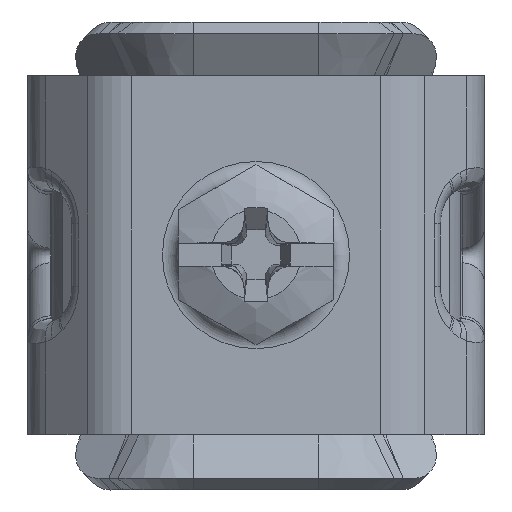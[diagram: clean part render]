
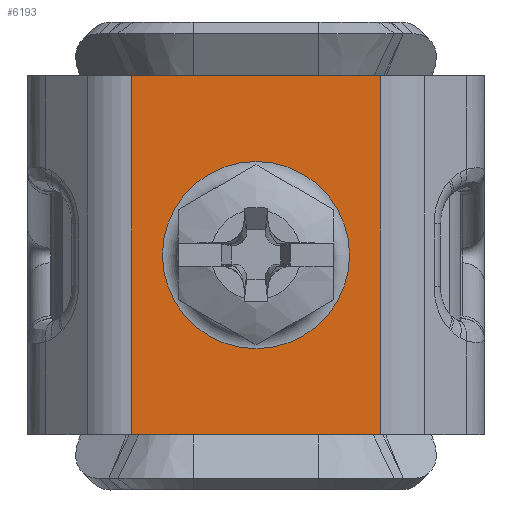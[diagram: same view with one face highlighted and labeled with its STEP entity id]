
A CAD part, top view. The second image highlights one B-rep face of the part: STEP entity #6193.
In plain terms, the highlighted planar face has unit normal (0, 0, 1).
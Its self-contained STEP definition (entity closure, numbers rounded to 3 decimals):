
#57=FACE_BOUND('',#2027,.T.);
#215=PLANE('',#6851);
#620=LINE('',#12698,#1118);
#621=LINE('',#12700,#1119);
#622=LINE('',#12702,#1120);
#623=LINE('',#12703,#1121);
#1118=VECTOR('',#8285,10.);
#1119=VECTOR('',#8286,10.);
#1120=VECTOR('',#8287,10.);
#1121=VECTOR('',#8288,10.);
#1633=FACE_OUTER_BOUND('',#2026,.T.);
#2026=EDGE_LOOP('',(#5165,#5166,#5167,#5168));
#2027=EDGE_LOOP('',(#5169));
#2406=CIRCLE('',#6847,6.);
#2968=VERTEX_POINT('',#12686);
#2971=VERTEX_POINT('',#12696);
#2972=VERTEX_POINT('',#12697);
#2973=VERTEX_POINT('',#12699);
#2974=VERTEX_POINT('',#12701);
#3737=EDGE_CURVE('',#2968,#2968,#2406,.T.);
#3741=EDGE_CURVE('',#2971,#2972,#620,.T.);
#3742=EDGE_CURVE('',#2973,#2972,#621,.T.);
#3743=EDGE_CURVE('',#2973,#2974,#622,.T.);
#3744=EDGE_CURVE('',#2971,#2974,#623,.T.);
#5165=ORIENTED_EDGE('',*,*,#3741,.T.);
#5166=ORIENTED_EDGE('',*,*,#3742,.F.);
#5167=ORIENTED_EDGE('',*,*,#3743,.T.);
#5168=ORIENTED_EDGE('',*,*,#3744,.F.);
#5169=ORIENTED_EDGE('',*,*,#3737,.F.);
#6193=ADVANCED_FACE('',(#1633,#57),#215,.T.);
#6847=AXIS2_PLACEMENT_3D('',#12688,#8274,#8275);
#6851=AXIS2_PLACEMENT_3D('',#12695,#8283,#8284);
#8274=DIRECTION('center_axis',(0.,0.,1.));
#8275=DIRECTION('ref_axis',(-1.,0.,0.));
#8283=DIRECTION('center_axis',(0.,0.,1.));
#8284=DIRECTION('ref_axis',(1.,0.,0.));
#8285=DIRECTION('',(0.,1.,0.));
#8286=DIRECTION('',(1.,0.,0.));
#8287=DIRECTION('',(0.,-1.,0.));
#8288=DIRECTION('',(-1.,0.,0.));
#12686=CARTESIAN_POINT('',(6.,-11.5,2.));
#12688=CARTESIAN_POINT('Origin',(0.,-11.5,2.));
#12695=CARTESIAN_POINT('Origin',(0.,-11.452,
2.));
#12696=CARTESIAN_POINT('',(8.,-23.,2.));
#12697=CARTESIAN_POINT('',(8.,0.,2.));
#12698=CARTESIAN_POINT('',(8.,-17.226,2.));
#12699=CARTESIAN_POINT('',(-8.,0.,2.));
#12700=CARTESIAN_POINT('',(41.,0.,2.));
#12701=CARTESIAN_POINT('',(-8.,-23.,2.));
#12702=CARTESIAN_POINT('',(-8.,-5.726,2.));
#12703=CARTESIAN_POINT('',(-40.,-23.,2.));
